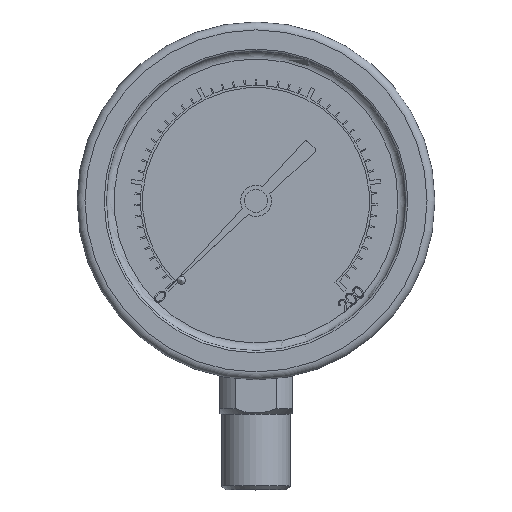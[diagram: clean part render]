
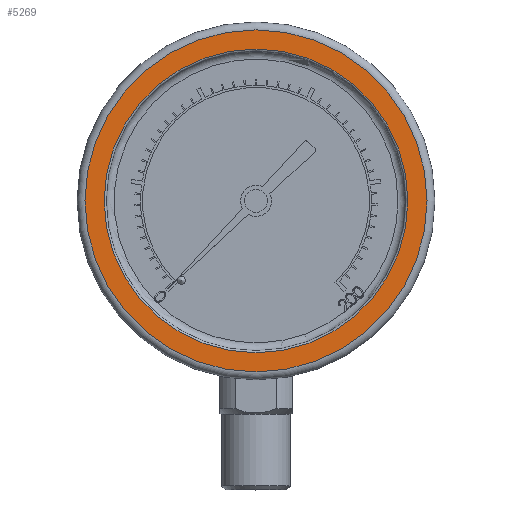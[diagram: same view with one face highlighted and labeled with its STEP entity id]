
A CAD part, top view. The second image highlights one B-rep face of the part: STEP entity #5269.
In plain terms, the highlighted planar face has unit normal (0, 0, 1).
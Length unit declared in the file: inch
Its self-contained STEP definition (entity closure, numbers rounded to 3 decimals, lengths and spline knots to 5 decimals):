
#649 = DIRECTION ( 'NONE',  ( 1., 0., 0. ) ) ;
#1652 = FACE_OUTER_BOUND ( 'NONE', #14165, .T. ) ;
#3534 = EDGE_CURVE ( 'NONE', #13938, #13938, #7872, .T. ) ;
#3984 = CARTESIAN_POINT ( 'NONE',  ( 1.151, 0., 0. ) ) ;
#4279 = CARTESIAN_POINT ( 'NONE',  ( 0., 0., 0. ) ) ;
#4599 = DIRECTION ( 'NONE',  ( 0., 0., -1. ) ) ;
#4699 = AXIS2_PLACEMENT_3D ( 'NONE', #5494, #12151, #649 ) ;
#5269 = ADVANCED_FACE ( 'NONE', ( #9456, #1652 ), #8297, .T. ) ;
#5385 = VERTEX_POINT ( 'NONE', #9206 ) ;
#5428 = AXIS2_PLACEMENT_3D ( 'NONE', #4279, #4599, #5691 ) ;
#5468 = ORIENTED_EDGE ( 'NONE', *, *, #15368, .T. ) ;
#5494 = CARTESIAN_POINT ( 'NONE',  ( 0., 0., 0. ) ) ;
#5691 = DIRECTION ( 'NONE',  ( 1., 0., 0. ) ) ;
#5801 = ORIENTED_EDGE ( 'NONE', *, *, #3534, .T. ) ;
#7872 = CIRCLE ( 'NONE', #5428, 1.151 ) ;
#8068 = CARTESIAN_POINT ( 'NONE',  ( 0., 0., 0. ) ) ;
#8270 = EDGE_LOOP ( 'NONE', ( #5801 ) ) ;
#8297 = PLANE ( 'NONE',  #4699 ) ;
#9206 = CARTESIAN_POINT ( 'NONE',  ( 1.2965, 0., 0. ) ) ;
#9326 = DIRECTION ( 'NONE',  ( 1., 0., 0. ) ) ;
#9456 = FACE_BOUND ( 'NONE', #8270, .T. ) ;
#10749 = DIRECTION ( 'NONE',  ( 0., 0., 1. ) ) ;
#12151 = DIRECTION ( 'NONE',  ( 0., 0., 1. ) ) ;
#12515 = CIRCLE ( 'NONE', #15964, 1.2965 ) ;
#13938 = VERTEX_POINT ( 'NONE', #3984 ) ;
#14165 = EDGE_LOOP ( 'NONE', ( #5468 ) ) ;
#15368 = EDGE_CURVE ( 'NONE', #5385, #5385, #12515, .T. ) ;
#15964 = AXIS2_PLACEMENT_3D ( 'NONE', #8068, #10749, #9326 ) ;
